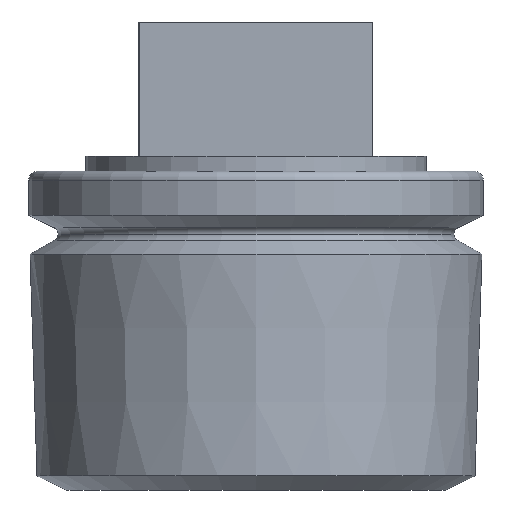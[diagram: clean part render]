
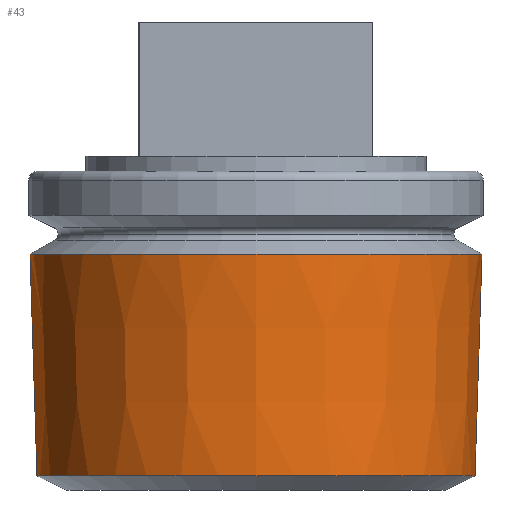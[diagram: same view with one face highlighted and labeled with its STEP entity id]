
A CAD part, front view. The second image highlights one B-rep face of the part: STEP entity #43.
In plain terms, the highlighted conical face has half-angle 1.8 degrees and reference radius 10.275 mm.
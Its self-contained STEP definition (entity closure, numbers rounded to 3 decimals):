
#36 = VERTEX_POINT ( 'NONE', #188 ) ;
#43 = ADVANCED_FACE ( 'NONE', ( #365 ), #364, .T. ) ;
#44 = ORIENTED_EDGE ( 'NONE', *, *, #74, .F. ) ;
#45 = ORIENTED_EDGE ( 'NONE', *, *, #46, .T. ) ;
#46 = EDGE_CURVE ( 'NONE', #281, #157, #363, .T. ) ;
#47 = ORIENTED_EDGE ( 'NONE', *, *, #89, .T. ) ;
#48 = ORIENTED_EDGE ( 'NONE', *, *, #49, .F. ) ;
#49 = EDGE_CURVE ( 'NONE', #36, #145, #354, .T. ) ;
#74 = EDGE_CURVE ( 'NONE', #281, #36, #373, .T. ) ;
#86 = EDGE_LOOP ( 'NONE', ( #44, #45, #47, #48 ) ) ;
#89 = EDGE_CURVE ( 'NONE', #157, #145, #383, .T. ) ;
#145 = VERTEX_POINT ( 'NONE', #519 ) ;
#157 = VERTEX_POINT ( 'NONE', #502 ) ;
#188 = CARTESIAN_POINT ( 'NONE',  ( -10.623, 0., 0.093 ) ) ;
#281 = VERTEX_POINT ( 'NONE', #672 ) ;
#350 = DIRECTION ( 'NONE',  ( 1., 0., 0. ) ) ;
#351 = DIRECTION ( 'NONE',  ( 0., 0., 1. ) ) ;
#352 = CARTESIAN_POINT ( 'NONE',  ( 0., 0., 0.093 ) ) ;
#353 = AXIS2_PLACEMENT_3D ( 'NONE', #352, #351, #350 ) ;
#354 = CIRCLE ( 'NONE', #353, 10.623 ) ;
#355 = DIRECTION ( 'NONE',  ( 1., 0., 0. ) ) ;
#356 = DIRECTION ( 'NONE',  ( 0., 0., 1. ) ) ;
#357 = CARTESIAN_POINT ( 'NONE',  ( 0., 0., -10.341 ) ) ;
#358 = AXIS2_PLACEMENT_3D ( 'NONE', #357, #356, #355 ) ;
#359 = DIRECTION ( 'NONE',  ( 1., 0., 0. ) ) ;
#360 = DIRECTION ( 'NONE',  ( 0., 0., 1. ) ) ;
#361 = CARTESIAN_POINT ( 'NONE',  ( 0., 0., -11. ) ) ;
#362 = AXIS2_PLACEMENT_3D ( 'NONE', #361, #360, #359 ) ;
#363 = CIRCLE ( 'NONE', #358, 10.295 ) ;
#364 = CONICAL_SURFACE ( 'NONE', #362, 10.275, 0.031 ) ;
#365 = FACE_OUTER_BOUND ( 'NONE', #86, .T. ) ;
#371 = VECTOR ( 'NONE', #410, 1000. ) ;
#372 = CARTESIAN_POINT ( 'NONE',  ( -10.275, 0., -11. ) ) ;
#373 = LINE ( 'NONE', #372, #371 ) ;
#380 = DIRECTION ( 'NONE',  ( 0.031, 0., 1. ) ) ;
#381 = VECTOR ( 'NONE', #380, 1000. ) ;
#382 = CARTESIAN_POINT ( 'NONE',  ( 10.275, 0., -11. ) ) ;
#383 = LINE ( 'NONE', #382, #381 ) ;
#410 = DIRECTION ( 'NONE',  ( -0.031, 0., 1. ) ) ;
#502 = CARTESIAN_POINT ( 'NONE',  ( 10.295, 0., -10.341 ) ) ;
#519 = CARTESIAN_POINT ( 'NONE',  ( 10.623, 0., 0.093 ) ) ;
#672 = CARTESIAN_POINT ( 'NONE',  ( -10.295, 0., -10.341 ) ) ;
